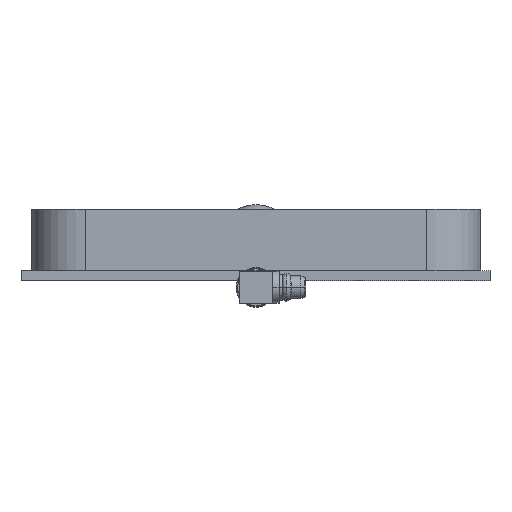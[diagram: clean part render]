
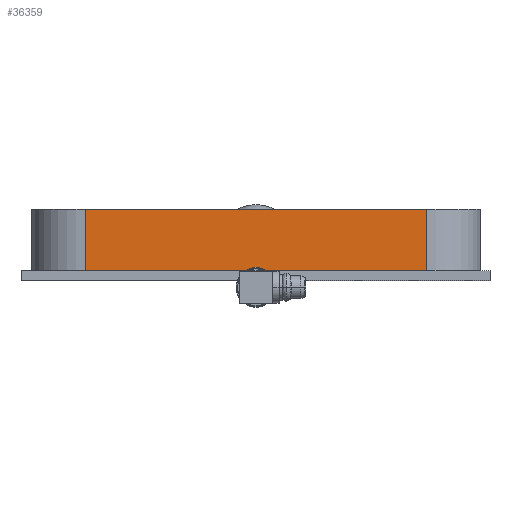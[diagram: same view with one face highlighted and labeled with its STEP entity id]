
A CAD part, top view. The second image highlights one B-rep face of the part: STEP entity #36359.
In plain terms, the highlighted planar face has unit normal (0, 0, 1).
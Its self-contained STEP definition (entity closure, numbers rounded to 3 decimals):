
#2614 = CARTESIAN_POINT ( 'NONE',  ( 18.05, 6.5, 23.75 ) ) ;
#4880 = VERTEX_POINT ( 'NONE', #2614 ) ;
#5098 = AXIS2_PLACEMENT_3D ( 'NONE', #51956, #86717, #37804 ) ;
#5651 = VECTOR ( 'NONE', #50143, 1000. ) ;
#7120 = LINE ( 'NONE', #71579, #45567 ) ;
#9733 = ORIENTED_EDGE ( 'NONE', *, *, #88307, .F. ) ;
#11078 = LINE ( 'NONE', #66912, #29767 ) ;
#13024 = FACE_OUTER_BOUND ( 'NONE', #59618, .T. ) ;
#16312 = PLANE ( 'NONE',  #5098 ) ;
#16544 = LINE ( 'NONE', #51109, #74669 ) ;
#18954 = CARTESIAN_POINT ( 'NONE',  ( -18.05, 6.5, 23.75 ) ) ;
#21586 = ORIENTED_EDGE ( 'NONE', *, *, #34756, .F. ) ;
#24036 = ORIENTED_EDGE ( 'NONE', *, *, #56039, .F. ) ;
#25792 = VERTEX_POINT ( 'NONE', #70813 ) ;
#29767 = VECTOR ( 'NONE', #46777, 1000. ) ;
#34756 = EDGE_CURVE ( 'NONE', #4880, #25792, #11078, .T. ) ;
#35566 = EDGE_CURVE ( 'NONE', #81970, #25792, #16544, .T. ) ;
#36359 = ADVANCED_FACE ( 'NONE', ( #13024 ), #16312, .F. ) ;
#37804 = DIRECTION ( 'NONE',  ( -1., 0., 0. ) ) ;
#41869 = LINE ( 'NONE', #43054, #5651 ) ;
#42826 = CARTESIAN_POINT ( 'NONE',  ( -18.05, 0., 23.75 ) ) ;
#43054 = CARTESIAN_POINT ( 'NONE',  ( 18.05, 6.5, 23.75 ) ) ;
#45567 = VECTOR ( 'NONE', #85567, 1000. ) ;
#46777 = DIRECTION ( 'NONE',  ( 0., -1., 0. ) ) ;
#50143 = DIRECTION ( 'NONE',  ( 1., 0., 0. ) ) ;
#51109 = CARTESIAN_POINT ( 'NONE',  ( 18.05, 0., 23.75 ) ) ;
#51956 = CARTESIAN_POINT ( 'NONE',  ( 18.05, 6.5, 23.75 ) ) ;
#56039 = EDGE_CURVE ( 'NONE', #81970, #59599, #7120, .T. ) ;
#57441 = ORIENTED_EDGE ( 'NONE', *, *, #35566, .T. ) ;
#59599 = VERTEX_POINT ( 'NONE', #18954 ) ;
#59618 = EDGE_LOOP ( 'NONE', ( #21586, #9733, #24036, #57441 ) ) ;
#66912 = CARTESIAN_POINT ( 'NONE',  ( 18.05, 6.5, 23.75 ) ) ;
#70813 = CARTESIAN_POINT ( 'NONE',  ( 18.05, 0., 23.75 ) ) ;
#71579 = CARTESIAN_POINT ( 'NONE',  ( -18.05, 6.5, 23.75 ) ) ;
#72471 = DIRECTION ( 'NONE',  ( 1., 0., 0. ) ) ;
#74669 = VECTOR ( 'NONE', #72471, 1000. ) ;
#81970 = VERTEX_POINT ( 'NONE', #42826 ) ;
#85567 = DIRECTION ( 'NONE',  ( 0., 1., 0. ) ) ;
#86717 = DIRECTION ( 'NONE',  ( 0., 0., -1. ) ) ;
#88307 = EDGE_CURVE ( 'NONE', #59599, #4880, #41869, .T. ) ;
